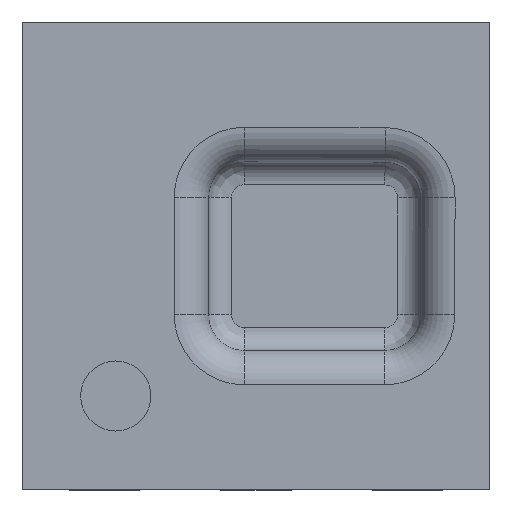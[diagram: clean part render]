
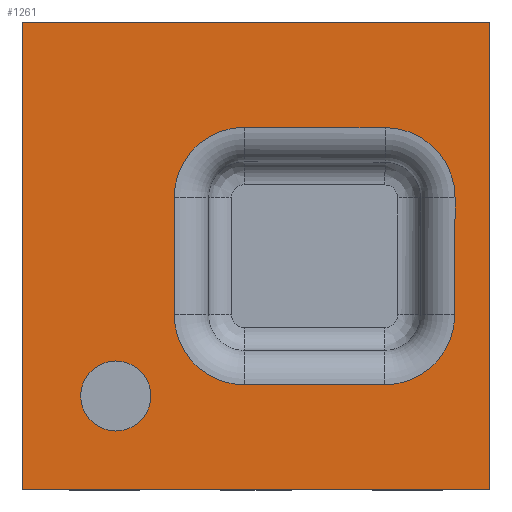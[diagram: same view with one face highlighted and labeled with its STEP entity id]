
A CAD part, top view. The second image highlights one B-rep face of the part: STEP entity #1261.
In plain terms, the highlighted planar face has unit normal (0, 0, 1).
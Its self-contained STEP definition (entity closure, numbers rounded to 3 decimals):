
#14=FACE_BOUND('',#453,.T.);
#15=FACE_BOUND('',#454,.T.);
#18=PLANE('',#1357);
#78=LINE('',#1987,#223);
#79=LINE('',#1996,#224);
#80=LINE('',#2009,#225);
#81=LINE('',#2015,#226);
#82=LINE('',#2019,#227);
#83=LINE('',#2021,#228);
#84=LINE('',#2023,#229);
#85=LINE('',#2024,#230);
#223=VECTOR('',#1446,15.);
#224=VECTOR('',#1459,15.);
#225=VECTOR('',#1478,15.);
#226=VECTOR('',#1487,15.);
#227=VECTOR('',#1490,1500.);
#228=VECTOR('',#1491,1500.);
#229=VECTOR('',#1492,1500.);
#230=VECTOR('',#1493,1500.);
#386=FACE_OUTER_BOUND('',#452,.T.);
#452=EDGE_LOOP('',(#895,#896,#897,#898));
#453=EDGE_LOOP('',(#899));
#454=EDGE_LOOP('',(#900,#901,#902,#903,#904,#905,#906,#907));
#523=CIRCLE('',#1341,0.45);
#526=CIRCLE('',#1346,0.45);
#527=CIRCLE('',#1349,0.45);
#531=CIRCLE('',#1355,0.45);
#532=CIRCLE('',#1358,0.225);
#550=VERTEX_POINT('',#1984);
#551=VERTEX_POINT('',#1986);
#552=VERTEX_POINT('',#1990);
#553=VERTEX_POINT('',#1994);
#554=VERTEX_POINT('',#1998);
#555=VERTEX_POINT('',#2003);
#556=VERTEX_POINT('',#2007);
#557=VERTEX_POINT('',#2011);
#558=VERTEX_POINT('',#2017);
#559=VERTEX_POINT('',#2018);
#560=VERTEX_POINT('',#2020);
#561=VERTEX_POINT('',#2022);
#562=VERTEX_POINT('',#2025);
#673=EDGE_CURVE('',#550,#551,#78,.T.);
#676=EDGE_CURVE('',#552,#550,#523,.T.);
#678=EDGE_CURVE('',#553,#552,#79,.T.);
#680=EDGE_CURVE('',#554,#553,#526,.T.);
#681=EDGE_CURVE('',#551,#555,#527,.T.);
#684=EDGE_CURVE('',#556,#554,#80,.T.);
#686=EDGE_CURVE('',#557,#556,#531,.T.);
#687=EDGE_CURVE('',#555,#557,#81,.T.);
#688=EDGE_CURVE('',#558,#559,#82,.T.);
#689=EDGE_CURVE('',#559,#560,#83,.T.);
#690=EDGE_CURVE('',#560,#561,#84,.T.);
#691=EDGE_CURVE('',#561,#558,#85,.T.);
#692=EDGE_CURVE('',#562,#562,#532,.T.);
#895=ORIENTED_EDGE('',*,*,#688,.T.);
#896=ORIENTED_EDGE('',*,*,#689,.T.);
#897=ORIENTED_EDGE('',*,*,#690,.T.);
#898=ORIENTED_EDGE('',*,*,#691,.T.);
#899=ORIENTED_EDGE('',*,*,#692,.F.);
#900=ORIENTED_EDGE('',*,*,#681,.F.);
#901=ORIENTED_EDGE('',*,*,#673,.F.);
#902=ORIENTED_EDGE('',*,*,#676,.F.);
#903=ORIENTED_EDGE('',*,*,#678,.F.);
#904=ORIENTED_EDGE('',*,*,#680,.F.);
#905=ORIENTED_EDGE('',*,*,#684,.F.);
#906=ORIENTED_EDGE('',*,*,#686,.F.);
#907=ORIENTED_EDGE('',*,*,#687,.F.);
#1261=ADVANCED_FACE('',(#386,#14,#15),#18,.T.);
#1341=AXIS2_PLACEMENT_3D('',#1992,#1453,#1454);
#1346=AXIS2_PLACEMENT_3D('',#2000,#1464,#1465);
#1349=AXIS2_PLACEMENT_3D('',#2004,#1470,#1471);
#1355=AXIS2_PLACEMENT_3D('',#2013,#1483,#1484);
#1357=AXIS2_PLACEMENT_3D('',#2016,#1488,#1489);
#1358=AXIS2_PLACEMENT_3D('',#2026,#1494,#1495);
#1446=DIRECTION('',(0.003,1.,0.));
#1453=DIRECTION('center_axis',(0.,0.,1.));
#1454=DIRECTION('ref_axis',(0.706,-0.708,0.));
#1459=DIRECTION('',(1.,0.,0.));
#1464=DIRECTION('center_axis',(0.,0.,1.));
#1465=DIRECTION('ref_axis',(-0.707,-0.707,0.));
#1470=DIRECTION('center_axis',(0.,0.,1.));
#1471=DIRECTION('ref_axis',(0.709,0.705,0.));
#1478=DIRECTION('',(0.,-1.,0.));
#1483=DIRECTION('center_axis',(0.,0.,1.));
#1484=DIRECTION('ref_axis',(-0.706,0.708,0.));
#1487=DIRECTION('',(-1.,0.003,0.));
#1488=DIRECTION('center_axis',(0.,0.,1.));
#1489=DIRECTION('ref_axis',(1.,0.,0.));
#1490=DIRECTION('',(0.,-1.,0.));
#1491=DIRECTION('',(1.,0.,0.));
#1492=DIRECTION('',(0.,1.,0.));
#1493=DIRECTION('',(-1.,0.,0.));
#1494=DIRECTION('center_axis',(0.,0.,1.));
#1495=DIRECTION('ref_axis',(1.,0.,0.));
#1984=CARTESIAN_POINT('',(1.328,-0.504,0.85));
#1986=CARTESIAN_POINT('',(1.33,0.246,0.85));
#1987=CARTESIAN_POINT('',(1.328,-0.693,0.85));
#1990=CARTESIAN_POINT('',(0.878,-0.953,0.85));
#1992=CARTESIAN_POINT('Origin',(0.878,-0.503,0.85));
#1994=CARTESIAN_POINT('',(-0.022,-0.953,0.85));
#1996=CARTESIAN_POINT('',(-0.285,-0.953,0.85));
#1998=CARTESIAN_POINT('',(-0.472,-0.503,0.85));
#2000=CARTESIAN_POINT('Origin',(-0.022,-0.503,
0.85));
#2003=CARTESIAN_POINT('',(0.881,0.697,0.85));
#2004=CARTESIAN_POINT('Origin',(0.88,0.247,0.85));
#2007=CARTESIAN_POINT('',(-0.472,0.25,0.85));
#2009=CARTESIAN_POINT('',(-0.472,-1.064,0.85));
#2011=CARTESIAN_POINT('',(-0.021,0.7,0.85));
#2013=CARTESIAN_POINT('Origin',(-0.022,0.25,0.85));
#2015=CARTESIAN_POINT('',(-0.731,0.701,0.85));
#2016=CARTESIAN_POINT('Origin',(-1.447,-1.625,0.85));
#2017=CARTESIAN_POINT('',(-1.447,1.375,0.85));
#2018=CARTESIAN_POINT('',(-1.447,-1.625,0.85));
#2019=CARTESIAN_POINT('',(-1.447,1.375,0.85));
#2020=CARTESIAN_POINT('',(1.553,-1.625,0.85));
#2021=CARTESIAN_POINT('',(-1.447,-1.625,0.85));
#2022=CARTESIAN_POINT('',(1.553,1.375,0.85));
#2023=CARTESIAN_POINT('',(1.553,1.375,0.85));
#2024=CARTESIAN_POINT('',(-1.447,1.375,0.85));
#2025=CARTESIAN_POINT('',(-1.072,-1.025,0.85));
#2026=CARTESIAN_POINT('Origin',(-0.847,-1.025,0.85));
